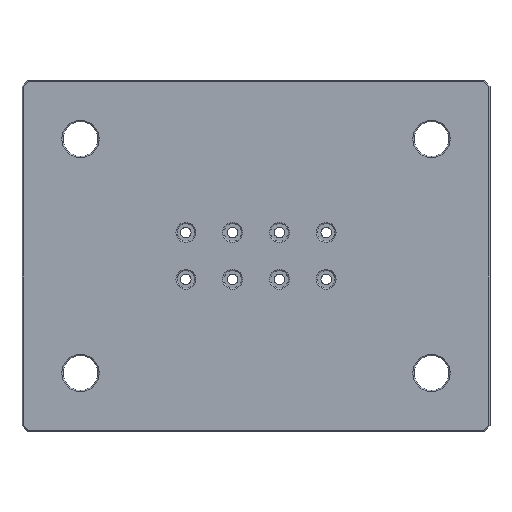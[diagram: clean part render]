
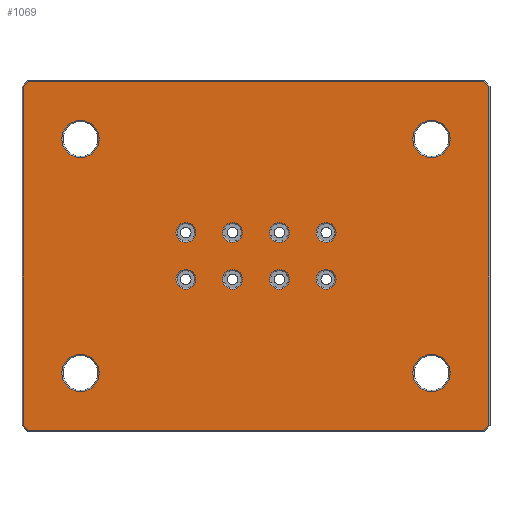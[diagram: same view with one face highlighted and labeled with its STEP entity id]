
A CAD part, top view. The second image highlights one B-rep face of the part: STEP entity #1069.
In plain terms, the highlighted planar face has unit normal (0, 0, 1).
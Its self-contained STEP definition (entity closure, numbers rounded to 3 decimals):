
#66=LINE($,#1780,#122);
#67=LINE($,#1782,#123);
#68=LINE($,#1784,#124);
#69=LINE($,#1786,#125);
#70=LINE($,#1788,#126);
#71=LINE($,#1790,#127);
#72=LINE($,#1792,#128);
#73=LINE($,#1793,#129);
#122=VECTOR($,#1455,289.172);
#123=VECTOR($,#1456,6.243);
#124=VECTOR($,#1457,389.172);
#125=VECTOR($,#1458,6.243);
#126=VECTOR($,#1459,289.172);
#127=VECTOR($,#1460,6.243);
#128=VECTOR($,#1461,389.172);
#129=VECTOR($,#1462,6.243);
#158=PLANE($,#1188);
#217=FACE_BOUND($,#408,.T.);
#218=FACE_BOUND($,#409,.T.);
#219=FACE_BOUND($,#410,.T.);
#220=FACE_BOUND($,#411,.T.);
#221=FACE_BOUND($,#412,.T.);
#222=FACE_BOUND($,#413,.T.);
#223=FACE_BOUND($,#414,.T.);
#224=FACE_BOUND($,#415,.T.);
#225=FACE_BOUND($,#416,.T.);
#226=FACE_BOUND($,#417,.T.);
#227=FACE_BOUND($,#418,.T.);
#228=FACE_BOUND($,#419,.T.);
#229=FACE_BOUND($,#420,.T.);
#408=EDGE_LOOP($,(#885));
#409=EDGE_LOOP($,(#886));
#410=EDGE_LOOP($,(#887));
#411=EDGE_LOOP($,(#888));
#412=EDGE_LOOP($,(#889));
#413=EDGE_LOOP($,(#890));
#414=EDGE_LOOP($,(#891,#892,#893,#894,#895,#896,#897,#898));
#415=EDGE_LOOP($,(#899));
#416=EDGE_LOOP($,(#900));
#417=EDGE_LOOP($,(#901));
#418=EDGE_LOOP($,(#902));
#419=EDGE_LOOP($,(#903));
#420=EDGE_LOOP($,(#904));
#524=CIRCLE($,#1187,8.5);
#525=CIRCLE($,#1189,8.5);
#526=CIRCLE($,#1190,8.5);
#527=CIRCLE($,#1191,15.918);
#528=CIRCLE($,#1192,15.918);
#529=CIRCLE($,#1193,15.918);
#530=CIRCLE($,#1194,15.918);
#531=CIRCLE($,#1195,8.5);
#532=CIRCLE($,#1196,8.5);
#533=CIRCLE($,#1197,8.5);
#534=CIRCLE($,#1198,8.5);
#535=CIRCLE($,#1199,8.5);
#609=VERTEX_POINT($,#1763);
#610=VERTEX_POINT($,#1766);
#611=VERTEX_POINT($,#1768);
#612=VERTEX_POINT($,#1770);
#613=VERTEX_POINT($,#1772);
#614=VERTEX_POINT($,#1774);
#615=VERTEX_POINT($,#1776);
#616=VERTEX_POINT($,#1778);
#617=VERTEX_POINT($,#1779);
#618=VERTEX_POINT($,#1781);
#619=VERTEX_POINT($,#1783);
#620=VERTEX_POINT($,#1785);
#621=VERTEX_POINT($,#1787);
#622=VERTEX_POINT($,#1789);
#623=VERTEX_POINT($,#1791);
#624=VERTEX_POINT($,#1794);
#625=VERTEX_POINT($,#1796);
#626=VERTEX_POINT($,#1798);
#627=VERTEX_POINT($,#1800);
#628=VERTEX_POINT($,#1802);
#717=EDGE_CURVE($,#609,#609,#524,.T.);
#718=EDGE_CURVE($,#610,#610,#525,.T.);
#719=EDGE_CURVE($,#611,#611,#526,.T.);
#720=EDGE_CURVE($,#612,#612,#527,.T.);
#721=EDGE_CURVE($,#613,#613,#528,.T.);
#722=EDGE_CURVE($,#614,#614,#529,.T.);
#723=EDGE_CURVE($,#615,#615,#530,.T.);
#724=EDGE_CURVE($,#616,#617,#66,.T.);
#725=EDGE_CURVE($,#618,#616,#67,.T.);
#726=EDGE_CURVE($,#619,#618,#68,.T.);
#727=EDGE_CURVE($,#620,#619,#69,.T.);
#728=EDGE_CURVE($,#621,#620,#70,.T.);
#729=EDGE_CURVE($,#622,#621,#71,.T.);
#730=EDGE_CURVE($,#623,#622,#72,.T.);
#731=EDGE_CURVE($,#617,#623,#73,.T.);
#732=EDGE_CURVE($,#624,#624,#531,.T.);
#733=EDGE_CURVE($,#625,#625,#532,.T.);
#734=EDGE_CURVE($,#626,#626,#533,.T.);
#735=EDGE_CURVE($,#627,#627,#534,.T.);
#736=EDGE_CURVE($,#628,#628,#535,.T.);
#885=ORIENTED_EDGE($,*,*,#718,.F.);
#886=ORIENTED_EDGE($,*,*,#719,.F.);
#887=ORIENTED_EDGE($,*,*,#720,.F.);
#888=ORIENTED_EDGE($,*,*,#721,.F.);
#889=ORIENTED_EDGE($,*,*,#722,.F.);
#890=ORIENTED_EDGE($,*,*,#723,.F.);
#891=ORIENTED_EDGE($,*,*,#724,.F.);
#892=ORIENTED_EDGE($,*,*,#725,.F.);
#893=ORIENTED_EDGE($,*,*,#726,.F.);
#894=ORIENTED_EDGE($,*,*,#727,.F.);
#895=ORIENTED_EDGE($,*,*,#728,.F.);
#896=ORIENTED_EDGE($,*,*,#729,.F.);
#897=ORIENTED_EDGE($,*,*,#730,.F.);
#898=ORIENTED_EDGE($,*,*,#731,.F.);
#899=ORIENTED_EDGE($,*,*,#732,.F.);
#900=ORIENTED_EDGE($,*,*,#733,.F.);
#901=ORIENTED_EDGE($,*,*,#734,.F.);
#902=ORIENTED_EDGE($,*,*,#735,.F.);
#903=ORIENTED_EDGE($,*,*,#736,.F.);
#904=ORIENTED_EDGE($,*,*,#717,.F.);
#1069=ADVANCED_FACE($,(#217,#218,#219,#220,#221,#222,#223,#224,#225,#226,
#227,#228,#229),#158,.T.);
#1187=AXIS2_PLACEMENT_3D($,#1764,#1439,#1440);
#1188=AXIS2_PLACEMENT_3D($,#1765,#1441,#1442);
#1189=AXIS2_PLACEMENT_3D($,#1767,#1443,#1444);
#1190=AXIS2_PLACEMENT_3D($,#1769,#1445,#1446);
#1191=AXIS2_PLACEMENT_3D($,#1771,#1447,#1448);
#1192=AXIS2_PLACEMENT_3D($,#1773,#1449,#1450);
#1193=AXIS2_PLACEMENT_3D($,#1775,#1451,#1452);
#1194=AXIS2_PLACEMENT_3D($,#1777,#1453,#1454);
#1195=AXIS2_PLACEMENT_3D($,#1795,#1463,#1464);
#1196=AXIS2_PLACEMENT_3D($,#1797,#1465,#1466);
#1197=AXIS2_PLACEMENT_3D($,#1799,#1467,#1468);
#1198=AXIS2_PLACEMENT_3D($,#1801,#1469,#1470);
#1199=AXIS2_PLACEMENT_3D($,#1803,#1471,#1472);
#1439=DIRECTION('center_axis',(0.,0.,1.));
#1440=DIRECTION('ref_axis',(-1.,0.,0.));
#1441=DIRECTION('center_axis',(0.,0.,1.));
#1442=DIRECTION('ref_axis',(1.,0.,0.));
#1443=DIRECTION('center_axis',(0.,0.,1.));
#1444=DIRECTION('ref_axis',(-1.,0.,0.));
#1445=DIRECTION('center_axis',(0.,0.,1.));
#1446=DIRECTION('ref_axis',(-1.,0.,0.));
#1447=DIRECTION('center_axis',(0.,0.,1.));
#1448=DIRECTION('ref_axis',(-1.,0.,0.));
#1449=DIRECTION('center_axis',(0.,0.,1.));
#1450=DIRECTION('ref_axis',(-1.,0.,0.));
#1451=DIRECTION('center_axis',(0.,0.,1.));
#1452=DIRECTION('ref_axis',(-1.,0.,0.));
#1453=DIRECTION('center_axis',(0.,0.,1.));
#1454=DIRECTION('ref_axis',(-1.,0.,0.));
#1455=DIRECTION($,(0.,-1.,0.));
#1456=DIRECTION($,(0.707,-0.707,0.));
#1457=DIRECTION($,(1.,0.,0.));
#1458=DIRECTION($,(0.707,0.707,0.));
#1459=DIRECTION($,(0.,1.,0.));
#1460=DIRECTION($,(-0.707,0.707,0.));
#1461=DIRECTION($,(-1.,0.,0.));
#1462=DIRECTION($,(-0.707,-0.707,0.));
#1463=DIRECTION('center_axis',(0.,0.,1.));
#1464=DIRECTION('ref_axis',(-1.,0.,0.));
#1465=DIRECTION('center_axis',(0.,0.,1.));
#1466=DIRECTION('ref_axis',(-1.,0.,0.));
#1467=DIRECTION('center_axis',(0.,0.,1.));
#1468=DIRECTION('ref_axis',(-1.,0.,0.));
#1469=DIRECTION('center_axis',(0.,0.,1.));
#1470=DIRECTION('ref_axis',(-1.,0.,0.));
#1471=DIRECTION('center_axis',(0.,0.,1.));
#1472=DIRECTION('ref_axis',(-1.,0.,0.));
#1763=CARTESIAN_POINT('',(199.673,-112.334,20.));
#1764=CARTESIAN_POINT('Origin',(191.173,-112.334,20.));
#1765=CARTESIAN_POINT('Origin',(171.173,-132.334,20.));
#1766=CARTESIAN_POINT('',(159.673,-112.334,20.));
#1767=CARTESIAN_POINT('Origin',(151.173,-112.334,20.));
#1768=CARTESIAN_POINT('',(119.673,-112.334,20.));
#1769=CARTESIAN_POINT('Origin',(111.173,-112.334,20.));
#1770=CARTESIAN_POINT('',(337.091,-232.334,20.));
#1771=CARTESIAN_POINT('Origin',(321.173,-232.334,20.));
#1772=CARTESIAN_POINT('',(37.091,-32.334,20.));
#1773=CARTESIAN_POINT('Origin',(21.173,-32.334,20.));
#1774=CARTESIAN_POINT('',(37.091,-232.334,20.));
#1775=CARTESIAN_POINT('Origin',(21.173,-232.334,20.));
#1776=CARTESIAN_POINT('',(337.091,-32.334,20.));
#1777=CARTESIAN_POINT('Origin',(321.173,-32.334,20.));
#1778=CARTESIAN_POINT('',(370.173,12.252,20.));
#1779=CARTESIAN_POINT('',(370.173,-276.92,20.));
#1780=CARTESIAN_POINT($,(370.173,-57.334,20.));
#1781=CARTESIAN_POINT('',(365.759,16.666,20.));
#1782=CARTESIAN_POINT($,(355.466,26.959,20.));
#1783=CARTESIAN_POINT('',(-23.412,16.666,20.));
#1784=CARTESIAN_POINT($,(71.173,16.666,20.));
#1785=CARTESIAN_POINT('',(-27.827,12.252,20.));
#1786=CARTESIAN_POINT($,(-13.119,26.959,20.));
#1787=CARTESIAN_POINT('',(-27.827,-276.92,20.));
#1788=CARTESIAN_POINT($,(-27.827,-207.334,20.));
#1789=CARTESIAN_POINT('',(-23.412,-281.334,20.));
#1790=CARTESIAN_POINT($,(-13.119,-291.627,20.));
#1791=CARTESIAN_POINT('',(365.759,-281.334,20.));
#1792=CARTESIAN_POINT($,(271.173,-281.334,20.));
#1793=CARTESIAN_POINT($,(355.466,-291.627,20.));
#1794=CARTESIAN_POINT('',(239.673,-152.334,20.));
#1795=CARTESIAN_POINT('Origin',(231.173,-152.334,20.));
#1796=CARTESIAN_POINT('',(199.673,-152.334,20.));
#1797=CARTESIAN_POINT('Origin',(191.173,-152.334,20.));
#1798=CARTESIAN_POINT('',(159.673,-152.334,20.));
#1799=CARTESIAN_POINT('Origin',(151.173,-152.334,20.));
#1800=CARTESIAN_POINT('',(119.673,-152.334,20.));
#1801=CARTESIAN_POINT('Origin',(111.173,-152.334,20.));
#1802=CARTESIAN_POINT('',(239.673,-112.334,20.));
#1803=CARTESIAN_POINT('Origin',(231.173,-112.334,20.));
